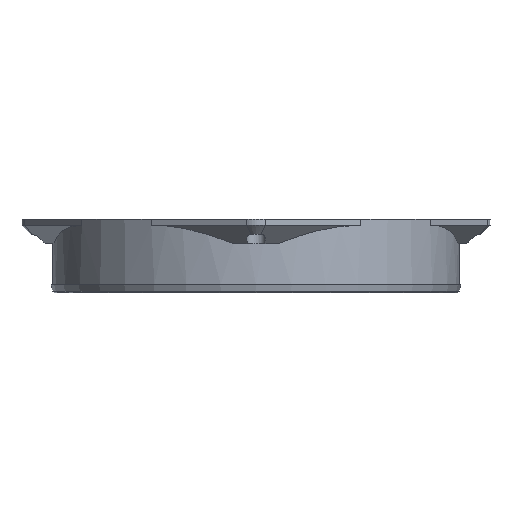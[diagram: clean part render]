
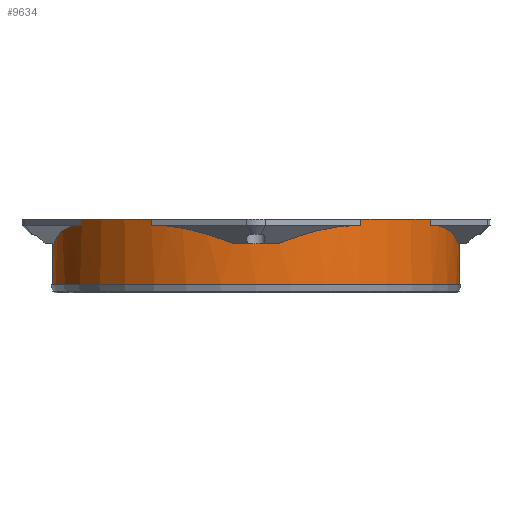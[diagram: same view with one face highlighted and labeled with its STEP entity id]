
A CAD part, front view. The second image highlights one B-rep face of the part: STEP entity #9634.
In plain terms, the highlighted cylindrical face has radius 104.775 mm (diameter 209.55 mm), a full revolution.
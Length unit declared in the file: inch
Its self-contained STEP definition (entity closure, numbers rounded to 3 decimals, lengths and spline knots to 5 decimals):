
#15=ELLIPSE('',#10203,5.83363,4.125);
#16=ELLIPSE('',#10205,5.83363,4.125);
#17=ELLIPSE('',#10207,5.83363,4.125);
#18=ELLIPSE('',#10209,5.83363,4.125);
#19=ELLIPSE('',#10211,5.83363,4.125);
#20=ELLIPSE('',#10213,5.83363,4.125);
#21=ELLIPSE('',#10215,5.83363,4.125);
#22=ELLIPSE('',#10218,5.83363,4.125);
#35=CYLINDRICAL_SURFACE('',#10201,4.125);
#987=LINE('',#15163,#2095);
#988=LINE('',#15167,#2096);
#989=LINE('',#15175,#2097);
#990=LINE('',#15179,#2098);
#991=LINE('',#15187,#2099);
#992=LINE('',#15191,#2100);
#993=LINE('',#15199,#2101);
#994=LINE('',#15203,#2102);
#995=LINE('',#15208,#2103);
#2095=VECTOR('',#12003,0.3937);
#2096=VECTOR('',#12006,0.3937);
#2097=VECTOR('',#12013,0.3937);
#2098=VECTOR('',#12016,0.3937);
#2099=VECTOR('',#12023,0.3937);
#2100=VECTOR('',#12026,0.3937);
#2101=VECTOR('',#12033,0.3937);
#2102=VECTOR('',#12036,0.3937);
#2103=VECTOR('',#12041,4.125);
#2865=FACE_OUTER_BOUND('',#3390,.T.);
#3390=EDGE_LOOP('',(#7659,#7660,#7661,#7662,#7663,#7664,#7665,#7666,#7667,
#7668,#7669,#7670,#7671,#7672,#7673,#7674,#7675,#7676,#7677,#7678,#7679,
#7680,#7681,#7682,#7683,#7684,#7685,#7686));
#3640=CIRCLE('',#9830,4.125);
#3700=CIRCLE('',#10202,4.125);
#3701=CIRCLE('',#10204,4.125);
#3702=CIRCLE('',#10206,4.125);
#3703=CIRCLE('',#10208,4.125);
#3704=CIRCLE('',#10210,4.125);
#3705=CIRCLE('',#10212,4.125);
#3706=CIRCLE('',#10214,4.125);
#3707=CIRCLE('',#10216,4.125);
#3708=CIRCLE('',#10217,4.125);
#3767=VERTEX_POINT('',#12859);
#4455=VERTEX_POINT('',#15161);
#4456=VERTEX_POINT('',#15162);
#4457=VERTEX_POINT('',#15164);
#4458=VERTEX_POINT('',#15166);
#4459=VERTEX_POINT('',#15168);
#4460=VERTEX_POINT('',#15170);
#4461=VERTEX_POINT('',#15172);
#4462=VERTEX_POINT('',#15174);
#4463=VERTEX_POINT('',#15176);
#4464=VERTEX_POINT('',#15178);
#4465=VERTEX_POINT('',#15180);
#4466=VERTEX_POINT('',#15182);
#4467=VERTEX_POINT('',#15184);
#4468=VERTEX_POINT('',#15186);
#4469=VERTEX_POINT('',#15188);
#4470=VERTEX_POINT('',#15190);
#4471=VERTEX_POINT('',#15192);
#4472=VERTEX_POINT('',#15194);
#4473=VERTEX_POINT('',#15196);
#4474=VERTEX_POINT('',#15198);
#4475=VERTEX_POINT('',#15200);
#4476=VERTEX_POINT('',#15202);
#4477=VERTEX_POINT('',#15204);
#4478=VERTEX_POINT('',#15206);
#4479=VERTEX_POINT('',#15209);
#4658=EDGE_CURVE('',#3767,#3767,#3640,.T.);
#5656=EDGE_CURVE('',#4455,#4456,#987,.T.);
#5657=EDGE_CURVE('',#4457,#4456,#3700,.T.);
#5658=EDGE_CURVE('',#4458,#4457,#988,.T.);
#5659=EDGE_CURVE('',#4459,#4458,#15,.F.);
#5660=EDGE_CURVE('',#4459,#4460,#3701,.T.);
#5661=EDGE_CURVE('',#4461,#4460,#16,.F.);
#5662=EDGE_CURVE('',#4461,#4462,#989,.T.);
#5663=EDGE_CURVE('',#4463,#4462,#3702,.T.);
#5664=EDGE_CURVE('',#4464,#4463,#990,.T.);
#5665=EDGE_CURVE('',#4465,#4464,#17,.F.);
#5666=EDGE_CURVE('',#4465,#4466,#3703,.T.);
#5667=EDGE_CURVE('',#4467,#4466,#18,.F.);
#5668=EDGE_CURVE('',#4467,#4468,#991,.T.);
#5669=EDGE_CURVE('',#4469,#4468,#3704,.T.);
#5670=EDGE_CURVE('',#4470,#4469,#992,.T.);
#5671=EDGE_CURVE('',#4471,#4470,#19,.F.);
#5672=EDGE_CURVE('',#4471,#4472,#3705,.T.);
#5673=EDGE_CURVE('',#4473,#4472,#20,.F.);
#5674=EDGE_CURVE('',#4473,#4474,#993,.T.);
#5675=EDGE_CURVE('',#4475,#4474,#3706,.T.);
#5676=EDGE_CURVE('',#4476,#4475,#994,.T.);
#5677=EDGE_CURVE('',#4477,#4476,#21,.F.);
#5678=EDGE_CURVE('',#4477,#4478,#3707,.T.);
#5679=EDGE_CURVE('',#4478,#3767,#995,.T.);
#5680=EDGE_CURVE('',#4478,#4479,#3708,.T.);
#5681=EDGE_CURVE('',#4455,#4479,#22,.F.);
#7659=ORIENTED_EDGE('',*,*,#5656,.T.);
#7660=ORIENTED_EDGE('',*,*,#5657,.F.);
#7661=ORIENTED_EDGE('',*,*,#5658,.F.);
#7662=ORIENTED_EDGE('',*,*,#5659,.F.);
#7663=ORIENTED_EDGE('',*,*,#5660,.T.);
#7664=ORIENTED_EDGE('',*,*,#5661,.F.);
#7665=ORIENTED_EDGE('',*,*,#5662,.T.);
#7666=ORIENTED_EDGE('',*,*,#5663,.F.);
#7667=ORIENTED_EDGE('',*,*,#5664,.F.);
#7668=ORIENTED_EDGE('',*,*,#5665,.F.);
#7669=ORIENTED_EDGE('',*,*,#5666,.T.);
#7670=ORIENTED_EDGE('',*,*,#5667,.F.);
#7671=ORIENTED_EDGE('',*,*,#5668,.T.);
#7672=ORIENTED_EDGE('',*,*,#5669,.F.);
#7673=ORIENTED_EDGE('',*,*,#5670,.F.);
#7674=ORIENTED_EDGE('',*,*,#5671,.F.);
#7675=ORIENTED_EDGE('',*,*,#5672,.T.);
#7676=ORIENTED_EDGE('',*,*,#5673,.F.);
#7677=ORIENTED_EDGE('',*,*,#5674,.T.);
#7678=ORIENTED_EDGE('',*,*,#5675,.F.);
#7679=ORIENTED_EDGE('',*,*,#5676,.F.);
#7680=ORIENTED_EDGE('',*,*,#5677,.F.);
#7681=ORIENTED_EDGE('',*,*,#5678,.T.);
#7682=ORIENTED_EDGE('',*,*,#5679,.T.);
#7683=ORIENTED_EDGE('',*,*,#4658,.T.);
#7684=ORIENTED_EDGE('',*,*,#5679,.F.);
#7685=ORIENTED_EDGE('',*,*,#5680,.T.);
#7686=ORIENTED_EDGE('',*,*,#5681,.F.);
#9634=ADVANCED_FACE('',(#2865),#35,.T.);
#9830=AXIS2_PLACEMENT_3D('',#12860,#10473,#10474);
#10201=AXIS2_PLACEMENT_3D('',#15160,#12001,#12002);
#10202=AXIS2_PLACEMENT_3D('',#15165,#12004,#12005);
#10203=AXIS2_PLACEMENT_3D('',#15169,#12007,#12008);
#10204=AXIS2_PLACEMENT_3D('',#15171,#12009,#12010);
#10205=AXIS2_PLACEMENT_3D('',#15173,#12011,#12012);
#10206=AXIS2_PLACEMENT_3D('',#15177,#12014,#12015);
#10207=AXIS2_PLACEMENT_3D('',#15181,#12017,#12018);
#10208=AXIS2_PLACEMENT_3D('',#15183,#12019,#12020);
#10209=AXIS2_PLACEMENT_3D('',#15185,#12021,#12022);
#10210=AXIS2_PLACEMENT_3D('',#15189,#12024,#12025);
#10211=AXIS2_PLACEMENT_3D('',#15193,#12027,#12028);
#10212=AXIS2_PLACEMENT_3D('',#15195,#12029,#12030);
#10213=AXIS2_PLACEMENT_3D('',#15197,#12031,#12032);
#10214=AXIS2_PLACEMENT_3D('',#15201,#12034,#12035);
#10215=AXIS2_PLACEMENT_3D('',#15205,#12037,#12038);
#10216=AXIS2_PLACEMENT_3D('',#15207,#12039,#12040);
#10217=AXIS2_PLACEMENT_3D('',#15210,#12042,#12043);
#10218=AXIS2_PLACEMENT_3D('',#15211,#12044,#12045);
#10473=DIRECTION('center_axis',(0.,0.,1.));
#10474=DIRECTION('ref_axis',(1.,0.,0.));
#12001=DIRECTION('center_axis',(0.,0.,1.));
#12002=DIRECTION('ref_axis',(1.,0.,0.));
#12003=DIRECTION('',(0.,0.,1.));
#12004=DIRECTION('center_axis',(0.,0.,1.));
#12005=DIRECTION('ref_axis',(1.,0.,0.));
#12006=DIRECTION('',(0.,0.,1.));
#12007=DIRECTION('center_axis',(-0.364,0.606,-0.707));
#12008=DIRECTION('ref_axis',(0.364,-0.606,-0.707));
#12009=DIRECTION('center_axis',(0.,0.,-1.));
#12010=DIRECTION('ref_axis',(1.,0.,0.));
#12011=DIRECTION('center_axis',(0.364,0.606,-0.707));
#12012=DIRECTION('ref_axis',(0.364,0.606,0.707));
#12013=DIRECTION('',(0.,0.,1.));
#12014=DIRECTION('center_axis',(0.,0.,1.));
#12015=DIRECTION('ref_axis',(1.,0.,0.));
#12016=DIRECTION('',(0.,0.,1.));
#12017=DIRECTION('center_axis',(0.606,0.364,-0.707));
#12018=DIRECTION('ref_axis',(0.606,0.364,0.707));
#12019=DIRECTION('center_axis',(0.,0.,-1.));
#12020=DIRECTION('ref_axis',(1.,0.,0.));
#12021=DIRECTION('center_axis',(0.606,-0.364,-0.707));
#12022=DIRECTION('ref_axis',(0.606,-0.364,0.707));
#12023=DIRECTION('',(0.,0.,1.));
#12024=DIRECTION('center_axis',(0.,0.,1.));
#12025=DIRECTION('ref_axis',(1.,0.,0.));
#12026=DIRECTION('',(0.,0.,1.));
#12027=DIRECTION('center_axis',(0.364,-0.606,-0.707));
#12028=DIRECTION('ref_axis',(0.364,-0.606,0.707));
#12029=DIRECTION('center_axis',(0.,0.,-1.));
#12030=DIRECTION('ref_axis',(1.,0.,0.));
#12031=DIRECTION('center_axis',(-0.364,-0.606,-0.707));
#12032=DIRECTION('ref_axis',(0.364,0.606,-0.707));
#12033=DIRECTION('',(0.,0.,1.));
#12034=DIRECTION('center_axis',(0.,0.,1.));
#12035=DIRECTION('ref_axis',(1.,0.,0.));
#12036=DIRECTION('',(0.,0.,1.));
#12037=DIRECTION('center_axis',(-0.606,-0.364,-0.707));
#12038=DIRECTION('ref_axis',(0.606,0.364,-0.707));
#12039=DIRECTION('center_axis',(0.,0.,-1.));
#12040=DIRECTION('ref_axis',(1.,0.,0.));
#12041=DIRECTION('',(0.,0.,-1.));
#12042=DIRECTION('center_axis',(0.,0.,-1.));
#12043=DIRECTION('ref_axis',(1.,0.,0.));
#12044=DIRECTION('center_axis',(-0.606,0.364,-0.707));
#12045=DIRECTION('ref_axis',(0.606,-0.364,-0.707));
#12859=CARTESIAN_POINT('',(-4.125,0.,0.16437));
#12860=CARTESIAN_POINT('Origin',(0.,0.,0.16437));
#15160=CARTESIAN_POINT('Origin',(0.,0.,0.));
#15161=CARTESIAN_POINT('',(-3.53571,2.1247,1.375));
#15162=CARTESIAN_POINT('',(-3.53571,2.1247,1.5));
#15163=CARTESIAN_POINT('',(-3.53571,2.1247,0.));
#15164=CARTESIAN_POINT('',(-2.1247,3.53571,1.5));
#15165=CARTESIAN_POINT('Origin',(0.,0.,1.5));
#15166=CARTESIAN_POINT('',(-2.1247,3.53571,1.375));
#15167=CARTESIAN_POINT('',(-2.1247,3.53571,0.));
#15168=CARTESIAN_POINT('',(-0.45857,4.09943,1.));
#15169=CARTESIAN_POINT('Origin',(0.,0.,-2.75));
#15170=CARTESIAN_POINT('',(0.45857,4.09943,1.));
#15171=CARTESIAN_POINT('Origin',(0.,0.,1.));
#15172=CARTESIAN_POINT('',(2.1247,3.53571,1.375));
#15173=CARTESIAN_POINT('Origin',(0.,0.,-2.75));
#15174=CARTESIAN_POINT('',(2.1247,3.53571,1.5));
#15175=CARTESIAN_POINT('',(2.1247,3.53571,0.));
#15176=CARTESIAN_POINT('',(3.53571,2.1247,1.5));
#15177=CARTESIAN_POINT('Origin',(0.,0.,1.5));
#15178=CARTESIAN_POINT('',(3.53571,2.1247,1.375));
#15179=CARTESIAN_POINT('',(3.53571,2.1247,0.));
#15180=CARTESIAN_POINT('',(4.09943,0.45857,1.));
#15181=CARTESIAN_POINT('Origin',(0.,0.,-2.75));
#15182=CARTESIAN_POINT('',(4.09943,-0.45857,1.));
#15183=CARTESIAN_POINT('Origin',(0.,0.,1.));
#15184=CARTESIAN_POINT('',(3.53571,-2.1247,1.375));
#15185=CARTESIAN_POINT('Origin',(0.,0.,-2.75));
#15186=CARTESIAN_POINT('',(3.53571,-2.1247,1.5));
#15187=CARTESIAN_POINT('',(3.53571,-2.1247,0.));
#15188=CARTESIAN_POINT('',(2.1247,-3.53571,1.5));
#15189=CARTESIAN_POINT('Origin',(0.,0.,1.5));
#15190=CARTESIAN_POINT('',(2.1247,-3.53571,1.375));
#15191=CARTESIAN_POINT('',(2.1247,-3.53571,0.));
#15192=CARTESIAN_POINT('',(0.45857,-4.09943,1.));
#15193=CARTESIAN_POINT('Origin',(0.,0.,-2.75));
#15194=CARTESIAN_POINT('',(-0.45857,-4.09943,1.));
#15195=CARTESIAN_POINT('Origin',(0.,0.,1.));
#15196=CARTESIAN_POINT('',(-2.1247,-3.53571,1.375));
#15197=CARTESIAN_POINT('Origin',(0.,0.,-2.75));
#15198=CARTESIAN_POINT('',(-2.1247,-3.53571,1.5));
#15199=CARTESIAN_POINT('',(-2.1247,-3.53571,0.));
#15200=CARTESIAN_POINT('',(-3.53571,-2.1247,1.5));
#15201=CARTESIAN_POINT('Origin',(0.,0.,1.5));
#15202=CARTESIAN_POINT('',(-3.53571,-2.1247,1.375));
#15203=CARTESIAN_POINT('',(-3.53571,-2.1247,0.));
#15204=CARTESIAN_POINT('',(-4.09943,-0.45857,1.));
#15205=CARTESIAN_POINT('Origin',(0.,0.,-2.75));
#15206=CARTESIAN_POINT('',(-4.125,0.,1.));
#15207=CARTESIAN_POINT('Origin',(0.,0.,1.));
#15208=CARTESIAN_POINT('',(-4.125,0.,0.));
#15209=CARTESIAN_POINT('',(-4.09943,0.45857,1.));
#15210=CARTESIAN_POINT('Origin',(0.,0.,1.));
#15211=CARTESIAN_POINT('Origin',(0.,0.,-2.75));
